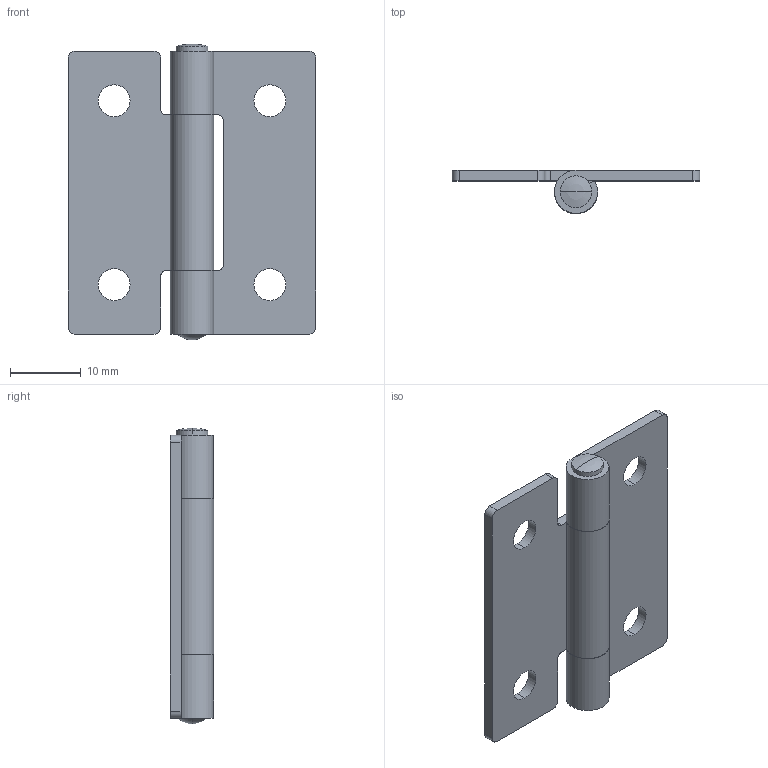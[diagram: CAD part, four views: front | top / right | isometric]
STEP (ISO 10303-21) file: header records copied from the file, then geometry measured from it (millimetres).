
FILE_DESCRIPTION( (''), '2;1');
FILE_NAME ('PC007.36164.TH_195SUS_6586.stp','2025-05-27T10:19:12',(''),(''),'spGate 19.8.4 (****-****-****-****)','','');
FILE_SCHEMA (('AUTOMOTIVE_DESIGN'));
Length unit declared in the file: millimetre
Products named in the file (4): Assembly; シャフト; ヒンジピース(A); ヒンジピース(B)
Assembly tree (3 placements, depth 2):
  Assembly
    シャフト
    ヒンジピース(A)
    ヒンジピース(B)
Bounding box: 35 x 6.1 x 41.8 mm (x, y, z)
Volume: 2765.6 mm3; surface area: 4262.6 mm2
Topology: 3 solids, 3 shells, 57 faces, 151 edges, 98 vertices
Faces by surface type: cylinder 31, plane 22, sphere 4
Entity records: 3052 total; most frequent: CARTESIAN_POINT 330, DIRECTION 325, ORIENTED_EDGE 294, COLOUR_RGB 207, PRESENTATION_STYLE_ASSIGNMENT 207, STYLED_ITEM 207, EDGE_CURVE 147, DRAUGHTING_PRE_DEFINED_CURVE_FONT 147
